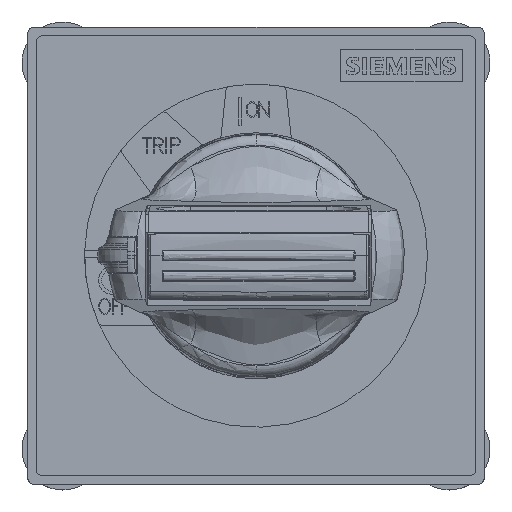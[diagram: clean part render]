
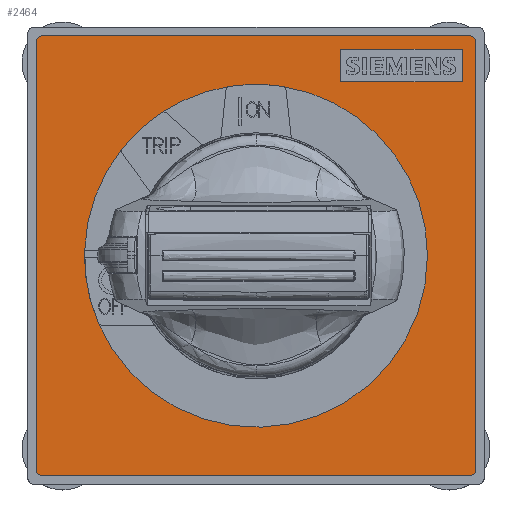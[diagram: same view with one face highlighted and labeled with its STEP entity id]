
A CAD part, top view. The second image highlights one B-rep face of the part: STEP entity #2464.
In plain terms, the highlighted planar face has unit normal (0, 0, 1).
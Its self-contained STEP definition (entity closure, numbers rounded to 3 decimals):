
#2464=ADVANCED_FACE('',(#5806,#5807,#5808),#5809,.T.);
#5806=FACE_BOUND('',#13656,.T.);
#5807=FACE_BOUND('',#13657,.T.);
#5808=FACE_OUTER_BOUND('',#13658,.T.);
#5809=PLANE('',#13659);
#13656=EDGE_LOOP('',(#25879,#25880,#25881,#25882));
#13657=EDGE_LOOP('',(#25883,#25884,#25885,#25886,#25887,#25888,#25889));
#13658=EDGE_LOOP('',(#25890,#25891,#25892,#25893,#25894,#25895,#25896,#25897));
#13659=AXIS2_PLACEMENT_3D('',#25898,#25899,#25900);
#25879=ORIENTED_EDGE('',*,*,#32446,.T.);
#25880=ORIENTED_EDGE('',*,*,#32450,.T.);
#25881=ORIENTED_EDGE('',*,*,#32453,.T.);
#25882=ORIENTED_EDGE('',*,*,#32455,.T.);
#25883=ORIENTED_EDGE('',*,*,#32457,.T.);
#25884=ORIENTED_EDGE('',*,*,#33094,.T.);
#25885=ORIENTED_EDGE('',*,*,#32465,.T.);
#25886=ORIENTED_EDGE('',*,*,#32474,.T.);
#25887=ORIENTED_EDGE('',*,*,#32462,.T.);
#25888=ORIENTED_EDGE('',*,*,#31579,.T.);
#25889=ORIENTED_EDGE('',*,*,#32651,.T.);
#25890=ORIENTED_EDGE('',*,*,#33145,.F.);
#25891=ORIENTED_EDGE('',*,*,#33160,.F.);
#25892=ORIENTED_EDGE('',*,*,#33156,.F.);
#25893=ORIENTED_EDGE('',*,*,#33152,.F.);
#25894=ORIENTED_EDGE('',*,*,#33148,.F.);
#25895=ORIENTED_EDGE('',*,*,#33132,.F.);
#25896=ORIENTED_EDGE('',*,*,#33137,.F.);
#25897=ORIENTED_EDGE('',*,*,#33141,.F.);
#25898=CARTESIAN_POINT('',(33.292,33.3,372.9));
#25899=DIRECTION('',(0.0,0.0,1.0));
#25900=DIRECTION('',(1.0,0.0,0.0));
#31579=EDGE_CURVE('',#35591,#35595,#35597,.T.);
#32446=EDGE_CURVE('',#36878,#36876,#36879,.T.);
#32450=EDGE_CURVE('',#36876,#36882,#36884,.T.);
#32453=EDGE_CURVE('',#36882,#36886,#36888,.T.);
#32455=EDGE_CURVE('',#36886,#36878,#36890,.T.);
#32457=EDGE_CURVE('',#36892,#36893,#36894,.T.);
#32462=EDGE_CURVE('',#36901,#35591,#36902,.T.);
#32465=EDGE_CURVE('',#36905,#36906,#36907,.T.);
#32474=EDGE_CURVE('',#36906,#36901,#36916,.T.);
#32651=EDGE_CURVE('',#35595,#36892,#37160,.T.);
#33094=EDGE_CURVE('',#36893,#36905,#37790,.T.);
#33132=EDGE_CURVE('',#37845,#37847,#37848,.T.);
#33137=EDGE_CURVE('',#37853,#37845,#37855,.T.);
#33141=EDGE_CURVE('',#37859,#37853,#37861,.T.);
#33145=EDGE_CURVE('',#37865,#37859,#37867,.T.);
#33148=EDGE_CURVE('',#37847,#37871,#37872,.T.);
#33152=EDGE_CURVE('',#37871,#37877,#37878,.T.);
#33156=EDGE_CURVE('',#37877,#37883,#37884,.T.);
#33160=EDGE_CURVE('',#37883,#37865,#37888,.T.);
#35591=VERTEX_POINT('',#41733);
#35595=VERTEX_POINT('',#41738);
#35597=CIRCLE('',#41741,24.4);
#36876=VERTEX_POINT('',#44866);
#36878=VERTEX_POINT('',#44869);
#36879=LINE('',#44870,#44871);
#36882=VERTEX_POINT('',#44875);
#36884=LINE('',#44878,#44879);
#36886=VERTEX_POINT('',#44881);
#36888=LINE('',#44884,#44885);
#36890=LINE('',#44887,#44888);
#36892=VERTEX_POINT('',#44890);
#36893=VERTEX_POINT('',#44891);
#36894=CIRCLE('',#44892,24.4);
#36901=VERTEX_POINT('',#44901);
#36902=CIRCLE('',#44902,24.4);
#36905=VERTEX_POINT('',#44906);
#36906=VERTEX_POINT('',#44907);
#36907=CIRCLE('',#44908,24.4);
#36916=CIRCLE('',#44921,24.4);
#37160=CIRCLE('',#45284,24.4);
#37790=CIRCLE('',#46216,24.4);
#37845=VERTEX_POINT('',#46287);
#37847=VERTEX_POINT('',#46290);
#37848=CIRCLE('',#46291,0.9);
#37853=VERTEX_POINT('',#46298);
#37855=LINE('',#46301,#46302);
#37859=VERTEX_POINT('',#46306);
#37861=CIRCLE('',#46309,0.9);
#37865=VERTEX_POINT('',#46314);
#37867=LINE('',#46317,#46318);
#37871=VERTEX_POINT('',#46323);
#37872=LINE('',#46324,#46325);
#37877=VERTEX_POINT('',#46331);
#37878=CIRCLE('',#46332,0.9);
#37883=VERTEX_POINT('',#46339);
#37884=LINE('',#46340,#46341);
#37888=CIRCLE('',#46346,0.9);
#41733=CARTESIAN_POINT('',(57.692,33.3,372.9));
#41738=CARTESIAN_POINT('',(10.831,23.768,372.9));
#41741=AXIS2_PLACEMENT_3D('',#51369,#51370,#51371);
#44866=CARTESIAN_POINT('',(45.342,58.042,372.9));
#44869=CARTESIAN_POINT('',(62.642,58.042,372.9));
#44870=CARTESIAN_POINT('',(43.642,58.042,372.9));
#44871=VECTOR('',#52075,1.0);
#44875=CARTESIAN_POINT('',(45.342,62.7,372.9));
#44878=CARTESIAN_POINT('',(45.342,46.836,372.9));
#44879=VECTOR('',#52078,1.0);
#44881=CARTESIAN_POINT('',(62.642,62.7,372.9));
#44884=CARTESIAN_POINT('',(43.642,62.7,372.9));
#44885=VECTOR('',#52080,1.0);
#44887=CARTESIAN_POINT('',(62.642,46.836,372.9));
#44888=VECTOR('',#52081,1.0);
#44890=CARTESIAN_POINT('',(8.905,34.103,372.9));
#44891=CARTESIAN_POINT('',(14.272,48.584,372.9));
#44892=AXIS2_PLACEMENT_3D('',#52082,#52083,#52084);
#44901=CARTESIAN_POINT('',(37.071,57.406,372.9));
#44902=AXIS2_PLACEMENT_3D('',#52090,#52091,#52092);
#44906=CARTESIAN_POINT('',(19.864,53.673,372.9));
#44907=CARTESIAN_POINT('',(29.51,57.405,372.9));
#44908=AXIS2_PLACEMENT_3D('',#52094,#52095,#52096);
#44921=AXIS2_PLACEMENT_3D('',#52104,#52105,#52106);
#45284=AXIS2_PLACEMENT_3D('',#52226,#52227,#52228);
#46216=AXIS2_PLACEMENT_3D('',#52552,#52553,#52554);
#46287=CARTESIAN_POINT('',(63.692,64.6,372.9));
#46290=CARTESIAN_POINT('',(64.592,63.7,372.9));
#46291=AXIS2_PLACEMENT_3D('',#52602,#52603,#52604);
#46298=CARTESIAN_POINT('',(2.892,64.6,372.9));
#46301=CARTESIAN_POINT('',(63.692,64.6,372.9));
#46302=VECTOR('',#52608,1.0);
#46306=CARTESIAN_POINT('',(1.992,63.7,372.9));
#46309=AXIS2_PLACEMENT_3D('',#52613,#52614,#52615);
#46314=CARTESIAN_POINT('',(1.992,2.9,372.9));
#46317=CARTESIAN_POINT('',(1.992,63.7,372.9));
#46318=VECTOR('',#52618,1.0);
#46323=CARTESIAN_POINT('',(64.592,2.9,372.9));
#46324=CARTESIAN_POINT('',(64.592,2.9,372.9));
#46325=VECTOR('',#52620,1.0);
#46331=CARTESIAN_POINT('',(63.692,2.0,372.9));
#46332=AXIS2_PLACEMENT_3D('',#52625,#52626,#52627);
#46339=CARTESIAN_POINT('',(2.892,2.0,372.9));
#46340=CARTESIAN_POINT('',(2.892,2.0,372.9));
#46341=VECTOR('',#52630,1.0);
#46346=AXIS2_PLACEMENT_3D('',#52635,#52636,#52637);
#51369=CARTESIAN_POINT('',(33.292,33.3,372.9));
#51370=DIRECTION('',(0.0,0.0,-1.0));
#51371=DIRECTION('',(1.0,0.0,0.0));
#52075=DIRECTION('',(-1.0,0.0,0.0));
#52078=DIRECTION('',(0.0,1.0,0.0));
#52080=DIRECTION('',(1.0,0.0,-0.0));
#52081=DIRECTION('',(0.0,-1.0,0.0));
#52082=CARTESIAN_POINT('',(33.292,33.3,372.9));
#52083=DIRECTION('',(0.0,0.0,-1.0));
#52084=DIRECTION('',(1.0,0.0,0.0));
#52090=CARTESIAN_POINT('',(33.292,33.3,372.9));
#52091=DIRECTION('',(0.0,0.0,-1.0));
#52092=DIRECTION('',(1.0,0.0,0.0));
#52094=CARTESIAN_POINT('',(33.292,33.3,372.9));
#52095=DIRECTION('',(0.0,0.0,-1.0));
#52096=DIRECTION('',(1.0,0.0,0.0));
#52104=CARTESIAN_POINT('',(33.292,33.3,372.9));
#52105=DIRECTION('',(0.0,0.0,-1.0));
#52106=DIRECTION('',(1.0,0.0,0.0));
#52226=CARTESIAN_POINT('',(33.292,33.3,372.9));
#52227=DIRECTION('',(0.0,0.0,-1.0));
#52228=DIRECTION('',(1.0,0.0,0.0));
#52552=CARTESIAN_POINT('',(33.292,33.3,372.9));
#52553=DIRECTION('',(0.0,0.0,-1.0));
#52554=DIRECTION('',(1.0,0.0,0.0));
#52602=CARTESIAN_POINT('',(63.692,63.7,372.9));
#52603=DIRECTION('',(0.0,0.0,-1.0));
#52604=DIRECTION('',(1.0,0.0,0.0));
#52608=DIRECTION('',(1.0,0.0,0.0));
#52613=CARTESIAN_POINT('',(2.892,63.7,372.9));
#52614=DIRECTION('',(0.0,0.0,-1.0));
#52615=DIRECTION('',(0.,1.0,0.0));
#52618=DIRECTION('',(0.0,1.0,0.0));
#52620=DIRECTION('',(-0.0,-1.0,-0.0));
#52625=CARTESIAN_POINT('',(63.692,2.9,372.9));
#52626=DIRECTION('',(-0.0,-0.0,-1.0));
#52627=DIRECTION('',(0.0,-1.0,0.0));
#52630=DIRECTION('',(-1.0,-0.0,-0.0));
#52635=CARTESIAN_POINT('',(2.892,2.9,372.9));
#52636=DIRECTION('',(-0.0,0.0,-1.0));
#52637=DIRECTION('',(-1.0,0.,0.0));
